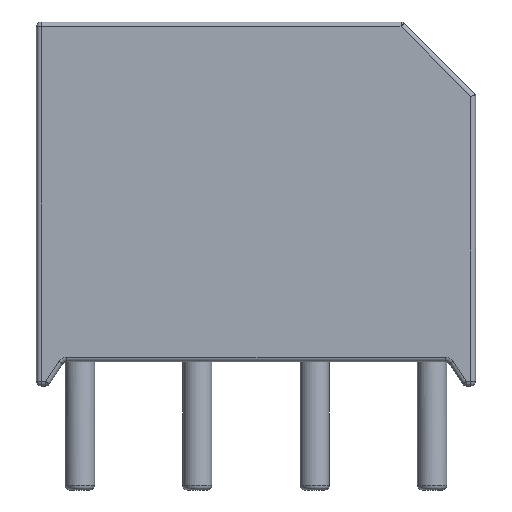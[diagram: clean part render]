
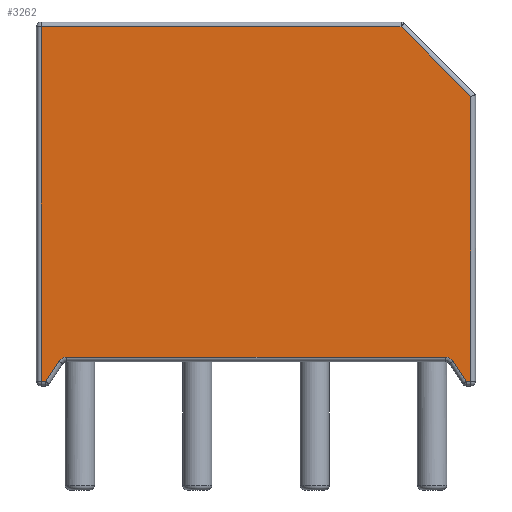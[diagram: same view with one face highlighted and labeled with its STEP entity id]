
A CAD part, front view. The second image highlights one B-rep face of the part: STEP entity #3262.
In plain terms, the highlighted planar face has unit normal (0, -1, 0).
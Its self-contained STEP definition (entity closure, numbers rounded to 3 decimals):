
#71 = VERTEX_POINT ( 'NONE', #6771 ) ;
#80 = CARTESIAN_POINT ( 'NONE',  ( -8.472, -4.125, 1.16 ) ) ;
#162 = ORIENTED_EDGE ( 'NONE', *, *, #5266, .T. ) ;
#175 = LINE ( 'NONE', #2855, #6751 ) ;
#216 = VERTEX_POINT ( 'NONE', #5462 ) ;
#266 = LINE ( 'NONE', #2423, #6840 ) ;
#488 = EDGE_CURVE ( 'NONE', #6625, #5121, #3762, .T. ) ;
#524 = CARTESIAN_POINT ( 'NONE',  ( 0., -4.125, 0. ) ) ;
#615 = LINE ( 'NONE', #3755, #7181 ) ;
#658 = CARTESIAN_POINT ( 'NONE',  ( 9.5, -4.125, 0.2 ) ) ;
#808 = VECTOR ( 'NONE', #4392, 1000. ) ;
#834 = EDGE_LOOP ( 'NONE', ( #5460, #3212, #6255, #3083, #1855, #5764, #1938, #162, #3200, #4010, #5230 ) ) ;
#884 = EDGE_CURVE ( 'NONE', #4356, #1841, #266, .T. ) ;
#893 = VERTEX_POINT ( 'NONE', #1139 ) ;
#1139 = CARTESIAN_POINT ( 'NONE',  ( 9.107, -4.125, 0.2 ) ) ;
#1149 = DIRECTION ( 'NONE',  ( 0., 0., 1. ) ) ;
#1291 = DIRECTION ( 'NONE',  ( 1., 0., 0. ) ) ;
#1428 = VERTEX_POINT ( 'NONE', #7637 ) ;
#1452 = LINE ( 'NONE', #658, #8031 ) ;
#1549 = CARTESIAN_POINT ( 'NONE',  ( 8.198, -4.125, 0.85 ) ) ;
#1816 = EDGE_CURVE ( 'NONE', #5836, #71, #5773, .T. ) ;
#1841 = VERTEX_POINT ( 'NONE', #7959 ) ;
#1855 = ORIENTED_EDGE ( 'NONE', *, *, #6765, .T. ) ;
#1859 = CARTESIAN_POINT ( 'NONE',  ( 9.3, -4.125, 12.607 ) ) ;
#1938 = ORIENTED_EDGE ( 'NONE', *, *, #3714, .T. ) ;
#2040 = CARTESIAN_POINT ( 'NONE',  ( 6.274, -4.125, 15.55 ) ) ;
#2201 = DIRECTION ( 'NONE',  ( 0., 0., 1. ) ) ;
#2238 = CARTESIAN_POINT ( 'NONE',  ( -8.198, -4.125, 0.85 ) ) ;
#2423 = CARTESIAN_POINT ( 'NONE',  ( -9.5, -4.125, 15.55 ) ) ;
#2504 = EDGE_CURVE ( 'NONE', #5836, #216, #3793, .T. ) ;
#2605 = CARTESIAN_POINT ( 'NONE',  ( -9.3, -4.125, 0.2 ) ) ;
#2855 = CARTESIAN_POINT ( 'NONE',  ( -9.3, -4.125, 0. ) ) ;
#2869 = DIRECTION ( 'NONE',  ( 0., 0., 1. ) ) ;
#3083 = ORIENTED_EDGE ( 'NONE', *, *, #488, .T. ) ;
#3130 = DIRECTION ( 'NONE',  ( 0., 0., 1. ) ) ;
#3200 = ORIENTED_EDGE ( 'NONE', *, *, #7675, .T. ) ;
#3212 = ORIENTED_EDGE ( 'NONE', *, *, #5223, .T. ) ;
#3262 = ADVANCED_FACE ( 'NONE', ( #5179 ), #6235, .F. ) ;
#3592 = LINE ( 'NONE', #80, #4487 ) ;
#3675 = EDGE_CURVE ( 'NONE', #1428, #216, #7535, .T. ) ;
#3714 = EDGE_CURVE ( 'NONE', #1841, #7650, #175, .T. ) ;
#3755 = CARTESIAN_POINT ( 'NONE',  ( -9., -4.125, 0.2 ) ) ;
#3762 = LINE ( 'NONE', #1859, #7151 ) ;
#3769 = LINE ( 'NONE', #6244, #5465 ) ;
#3793 = LINE ( 'NONE', #7862, #6983 ) ;
#4010 = ORIENTED_EDGE ( 'NONE', *, *, #1816, .F. ) ;
#4148 = AXIS2_PLACEMENT_3D ( 'NONE', #1549, #6010, #2201 ) ;
#4356 = VERTEX_POINT ( 'NONE', #2040 ) ;
#4392 = DIRECTION ( 'NONE',  ( 0.552, 0., -0.834 ) ) ;
#4487 = VECTOR ( 'NONE', #5814, 1000. ) ;
#4915 = CARTESIAN_POINT ( 'NONE',  ( -8.198, -4.125, 1.25 ) ) ;
#4973 = DIRECTION ( 'NONE',  ( 0., 1., 0. ) ) ;
#5080 = VERTEX_POINT ( 'NONE', #6214 ) ;
#5121 = VERTEX_POINT ( 'NONE', #5649 ) ;
#5179 = FACE_OUTER_BOUND ( 'NONE', #834, .T. ) ;
#5223 = EDGE_CURVE ( 'NONE', #1428, #893, #5899, .T. ) ;
#5230 = ORIENTED_EDGE ( 'NONE', *, *, #2504, .T. ) ;
#5266 = EDGE_CURVE ( 'NONE', #7650, #5080, #615, .T. ) ;
#5460 = ORIENTED_EDGE ( 'NONE', *, *, #3675, .F. ) ;
#5462 = CARTESIAN_POINT ( 'NONE',  ( 8.198, -4.125, 1.25 ) ) ;
#5465 = VECTOR ( 'NONE', #6880, 1000. ) ;
#5649 = CARTESIAN_POINT ( 'NONE',  ( 9.3, -4.125, 12.524 ) ) ;
#5684 = DIRECTION ( 'NONE',  ( 1., 0., 0. ) ) ;
#5764 = ORIENTED_EDGE ( 'NONE', *, *, #884, .T. ) ;
#5773 = CIRCLE ( 'NONE', #7495, 0.4 ) ;
#5814 = DIRECTION ( 'NONE',  ( 0.552, 0., 0.834 ) ) ;
#5836 = VERTEX_POINT ( 'NONE', #4915 ) ;
#5899 = LINE ( 'NONE', #6929, #808 ) ;
#6010 = DIRECTION ( 'NONE',  ( 0., -1., 0. ) ) ;
#6159 = CARTESIAN_POINT ( 'NONE',  ( 9.3, -4.125, 0.2 ) ) ;
#6214 = CARTESIAN_POINT ( 'NONE',  ( -9.107, -4.125, 0.2 ) ) ;
#6235 = PLANE ( 'NONE',  #7297 ) ;
#6244 = CARTESIAN_POINT ( 'NONE',  ( 6.215, -4.125, 15.609 ) ) ;
#6255 = ORIENTED_EDGE ( 'NONE', *, *, #7197, .T. ) ;
#6625 = VERTEX_POINT ( 'NONE', #6159 ) ;
#6693 = DIRECTION ( 'NONE',  ( 0., -1., 0. ) ) ;
#6751 = VECTOR ( 'NONE', #7316, 1000. ) ;
#6765 = EDGE_CURVE ( 'NONE', #5121, #4356, #3769, .T. ) ;
#6771 = CARTESIAN_POINT ( 'NONE',  ( -8.531, -4.125, 1.071 ) ) ;
#6840 = VECTOR ( 'NONE', #6886, 1000. ) ;
#6880 = DIRECTION ( 'NONE',  ( -0.707, 0., 0.707 ) ) ;
#6886 = DIRECTION ( 'NONE',  ( -1., 0., 0. ) ) ;
#6929 = CARTESIAN_POINT ( 'NONE',  ( 9.167, -4.125, 0.11 ) ) ;
#6983 = VECTOR ( 'NONE', #7256, 1000. ) ;
#7151 = VECTOR ( 'NONE', #3130, 1000. ) ;
#7181 = VECTOR ( 'NONE', #5684, 1000. ) ;
#7197 = EDGE_CURVE ( 'NONE', #893, #6625, #1452, .T. ) ;
#7256 = DIRECTION ( 'NONE',  ( 1., 0., 0. ) ) ;
#7297 = AXIS2_PLACEMENT_3D ( 'NONE', #524, #4973, #1149 ) ;
#7316 = DIRECTION ( 'NONE',  ( 0., 0., -1. ) ) ;
#7495 = AXIS2_PLACEMENT_3D ( 'NONE', #2238, #6693, #2869 ) ;
#7535 = CIRCLE ( 'NONE', #4148, 0.4 ) ;
#7637 = CARTESIAN_POINT ( 'NONE',  ( 8.531, -4.125, 1.071 ) ) ;
#7650 = VERTEX_POINT ( 'NONE', #2605 ) ;
#7675 = EDGE_CURVE ( 'NONE', #5080, #71, #3592, .T. ) ;
#7862 = CARTESIAN_POINT ( 'NONE',  ( 8.305, -4.125, 1.25 ) ) ;
#7959 = CARTESIAN_POINT ( 'NONE',  ( -9.3, -4.125, 15.55 ) ) ;
#8031 = VECTOR ( 'NONE', #1291, 1000. ) ;
